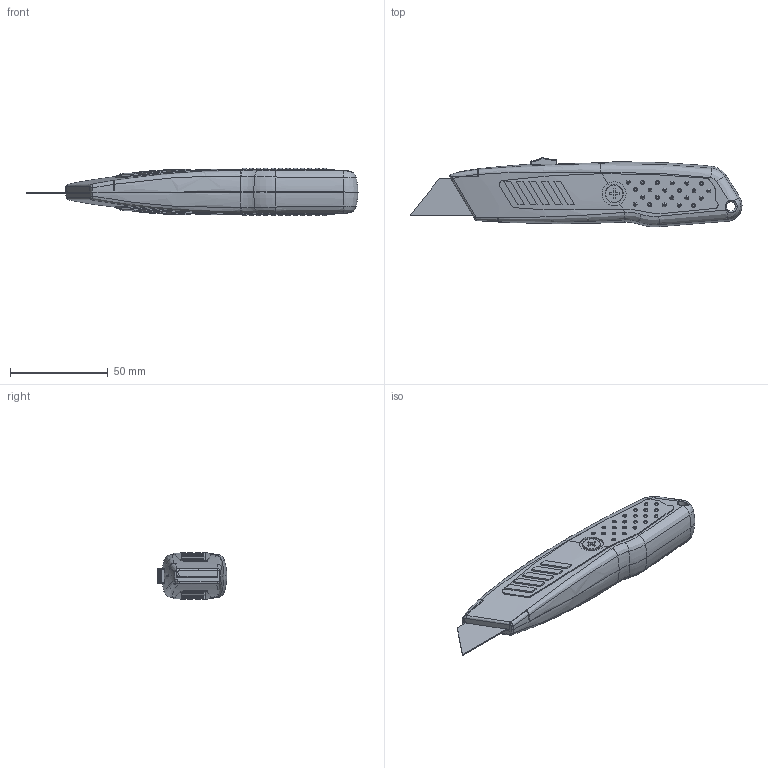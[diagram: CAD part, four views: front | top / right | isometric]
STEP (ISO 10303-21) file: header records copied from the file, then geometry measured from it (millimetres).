
FILE_DESCRIPTION (( 'STEP AP214' ), '1' );
FILE_NAME ('09-0781.STEP', '2024-10-22T14:30:10', ( '' ), ( '' ), 'SwSTEP 2.0', 'SolidWorks 2022', '' );
FILE_SCHEMA (( 'AUTOMOTIVE_DESIGN' ));
Length unit declared in the file: inch
Products named in the file (1): 09-0781
Bounding box: 169.69 x 35.49 x 24.2 mm (x, y, z)
Volume: 32015 mm3; surface area: 46017.3 mm2
Topology: 9 solids, 9 shells, 889 faces, 2375 edges, 1549 vertices
Faces by surface type: bspline 353, plane 349, cylinder 170, cone 13, torus 4
Entity records: 68247 total; most frequent: CARTESIAN_POINT 37380, ORIENTED_EDGE 4734, DIRECTION 2909, EDGE_CURVE 2367, VERTEX_POINT 1549, AXIS2_PLACEMENT_3D 988, EDGE_LOOP 956, VECTOR 933
